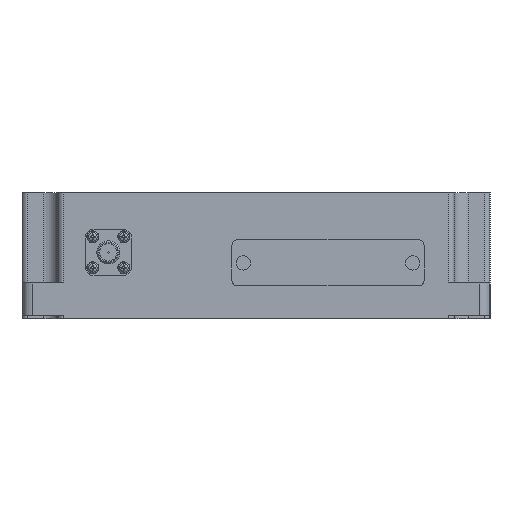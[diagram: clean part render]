
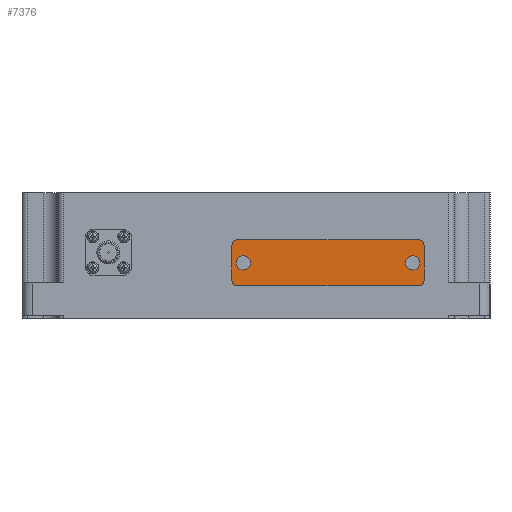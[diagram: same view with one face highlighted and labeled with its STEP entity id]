
A CAD part, left-side view. The second image highlights one B-rep face of the part: STEP entity #7376.
In plain terms, the highlighted planar face has unit normal (-1, 0, 0).
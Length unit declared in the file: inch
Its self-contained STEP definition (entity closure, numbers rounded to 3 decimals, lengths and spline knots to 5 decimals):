
#210 = EDGE_CURVE ( 'NONE', #7698, #21589, #10284, .T. ) ;
#226 = CIRCLE ( 'NONE', #16283, 0.06102 ) ;
#846 = LINE ( 'NONE', #17679, #7883 ) ;
#1206 = DIRECTION ( 'NONE',  ( 0., 0., -1. ) ) ;
#1262 = EDGE_CURVE ( 'NONE', #21589, #7698, #5484, .T. ) ;
#1486 = EDGE_CURVE ( 'NONE', #15959, #1630, #226, .T. ) ;
#1630 = VERTEX_POINT ( 'NONE', #14396 ) ;
#2280 = AXIS2_PLACEMENT_3D ( 'NONE', #2381, #12315, #7395 ) ;
#2281 = DIRECTION ( 'NONE',  ( -1., 0., 0. ) ) ;
#2366 = CARTESIAN_POINT ( 'NONE',  ( 0.11811, -1.71339, -0.68504 ) ) ;
#2381 = CARTESIAN_POINT ( 'NONE',  ( 0.11811, 0.13858, -0.76378 ) ) ;
#2453 = EDGE_CURVE ( 'NONE', #12513, #10819, #8183, .T. ) ;
#2566 = DIRECTION ( 'NONE',  ( 0., -1., 0. ) ) ;
#2605 = CARTESIAN_POINT ( 'NONE',  ( 0.11811, 0.2626, -0.57283 ) ) ;
#2913 = CARTESIAN_POINT ( 'NONE',  ( 0.11811, 0.2626, -0.95472 ) ) ;
#3328 = EDGE_CURVE ( 'NONE', #15505, #6412, #7733, .T. ) ;
#3572 = ORIENTED_EDGE ( 'NONE', *, *, #14763, .T. ) ;
#3710 = AXIS2_PLACEMENT_3D ( 'NONE', #20008, #13516, #11635 ) ;
#3980 = CARTESIAN_POINT ( 'NONE',  ( 0.11811, -1.77638, -1.01575 ) ) ;
#4278 = LINE ( 'NONE', #4514, #9114 ) ;
#4514 = CARTESIAN_POINT ( 'NONE',  ( 0.11811, -1.77638, -0.51181 ) ) ;
#4587 = ORIENTED_EDGE ( 'NONE', *, *, #21495, .T. ) ;
#5099 = DIRECTION ( 'NONE',  ( 0., 0., 1. ) ) ;
#5484 = CIRCLE ( 'NONE', #3710, 0.07874 ) ;
#5564 = VECTOR ( 'NONE', #1206, 39.37008 ) ;
#5827 = DIRECTION ( 'NONE',  ( 0., 0., 1. ) ) ;
#5953 = CARTESIAN_POINT ( 'NONE',  ( 0.11811, 0.20157, -0.95472 ) ) ;
#5965 = CARTESIAN_POINT ( 'NONE',  ( 0.11811, 0.13858, -0.84252 ) ) ;
#5998 = AXIS2_PLACEMENT_3D ( 'NONE', #11155, #21274, #9608 ) ;
#6412 = VERTEX_POINT ( 'NONE', #2913 ) ;
#6482 = DIRECTION ( 'NONE',  ( 0., 1., 0. ) ) ;
#6851 = DIRECTION ( 'NONE',  ( 1., 0., 0. ) ) ;
#6970 = CIRCLE ( 'NONE', #12869, 0.06102 ) ;
#7059 = VERTEX_POINT ( 'NONE', #15854 ) ;
#7308 = CARTESIAN_POINT ( 'NONE',  ( 0.11811, -1.77638, -0.57283 ) ) ;
#7376 = ADVANCED_FACE ( 'NONE', ( #21016, #20918, #12435 ), #17284, .T. ) ;
#7395 = DIRECTION ( 'NONE',  ( 0., 0., 1. ) ) ;
#7698 = VERTEX_POINT ( 'NONE', #5965 ) ;
#7733 = LINE ( 'NONE', #2605, #5564 ) ;
#7848 = EDGE_LOOP ( 'NONE', ( #3572, #13662 ) ) ;
#7883 = VECTOR ( 'NONE', #11099, 39.37008 ) ;
#8045 = ORIENTED_EDGE ( 'NONE', *, *, #20045, .T. ) ;
#8183 = LINE ( 'NONE', #14879, #10390 ) ;
#8275 = CARTESIAN_POINT ( 'NONE',  ( 0.11811, 0.13858, -0.68504 ) ) ;
#8402 = ORIENTED_EDGE ( 'NONE', *, *, #1486, .T. ) ;
#9114 = VECTOR ( 'NONE', #6482, 39.37008 ) ;
#9290 = DIRECTION ( 'NONE',  ( -1., 0., 0. ) ) ;
#9297 = CARTESIAN_POINT ( 'NONE',  ( 0.11811, -1.8374, -0.95472 ) ) ;
#9312 = CARTESIAN_POINT ( 'NONE',  ( 0.11811, -1.77638, -0.57283 ) ) ;
#9608 = DIRECTION ( 'NONE',  ( 0., 0., 1. ) ) ;
#9944 = EDGE_LOOP ( 'NONE', ( #8402, #20007, #19223, #16897, #8045, #16484, #4587, #10154 ) ) ;
#10154 = ORIENTED_EDGE ( 'NONE', *, *, #16889, .T. ) ;
#10284 = CIRCLE ( 'NONE', #2280, 0.07874 ) ;
#10390 = VECTOR ( 'NONE', #2566, 39.37008 ) ;
#10819 = VERTEX_POINT ( 'NONE', #3980 ) ;
#10833 = VERTEX_POINT ( 'NONE', #2366 ) ;
#11099 = DIRECTION ( 'NONE',  ( 0., 0., 1. ) ) ;
#11155 = CARTESIAN_POINT ( 'NONE',  ( 0.11811, 0.20157, -0.57283 ) ) ;
#11163 = VERTEX_POINT ( 'NONE', #9297 ) ;
#11403 = CIRCLE ( 'NONE', #19505, 0.07874 ) ;
#11564 = EDGE_CURVE ( 'NONE', #1630, #11607, #4278, .T. ) ;
#11607 = VERTEX_POINT ( 'NONE', #13583 ) ;
#11635 = DIRECTION ( 'NONE',  ( 0., 0., 1. ) ) ;
#11776 = EDGE_CURVE ( 'NONE', #11607, #15505, #12963, .T. ) ;
#12066 = CARTESIAN_POINT ( 'NONE',  ( 0.11811, -1.8374, -0.57283 ) ) ;
#12315 = DIRECTION ( 'NONE',  ( 1., 0., 0. ) ) ;
#12435 = FACE_OUTER_BOUND ( 'NONE', #9944, .T. ) ;
#12513 = VERTEX_POINT ( 'NONE', #19848 ) ;
#12853 = EDGE_LOOP ( 'NONE', ( #19176, #18594 ) ) ;
#12869 = AXIS2_PLACEMENT_3D ( 'NONE', #5953, #15902, #15686 ) ;
#12929 = DIRECTION ( 'NONE',  ( -1., 0., 0. ) ) ;
#12963 = CIRCLE ( 'NONE', #5998, 0.06102 ) ;
#13439 = AXIS2_PLACEMENT_3D ( 'NONE', #20746, #9290, #5827 ) ;
#13516 = DIRECTION ( 'NONE',  ( 1., 0., 0. ) ) ;
#13538 = CARTESIAN_POINT ( 'NONE',  ( 0.11811, -1.71339, -0.76378 ) ) ;
#13583 = CARTESIAN_POINT ( 'NONE',  ( 0.11811, 0.20157, -0.51181 ) ) ;
#13662 = ORIENTED_EDGE ( 'NONE', *, *, #19950, .T. ) ;
#14396 = CARTESIAN_POINT ( 'NONE',  ( 0.11811, -1.77638, -0.51181 ) ) ;
#14478 = CIRCLE ( 'NONE', #13439, 0.06102 ) ;
#14763 = EDGE_CURVE ( 'NONE', #10833, #7059, #11403, .T. ) ;
#14879 = CARTESIAN_POINT ( 'NONE',  ( 0.11811, 0.20157, -1.01575 ) ) ;
#14892 = CARTESIAN_POINT ( 'NONE',  ( 0.11811, 0.2626, -0.57283 ) ) ;
#15505 = VERTEX_POINT ( 'NONE', #14892 ) ;
#15619 = DIRECTION ( 'NONE',  ( 0., 0., 1. ) ) ;
#15686 = DIRECTION ( 'NONE',  ( 0., 0., 1. ) ) ;
#15854 = CARTESIAN_POINT ( 'NONE',  ( 0.11811, -1.71339, -0.84252 ) ) ;
#15902 = DIRECTION ( 'NONE',  ( -1., 0., 0. ) ) ;
#15936 = DIRECTION ( 'NONE',  ( 1., 0., 0. ) ) ;
#15959 = VERTEX_POINT ( 'NONE', #12066 ) ;
#16283 = AXIS2_PLACEMENT_3D ( 'NONE', #9312, #12929, #19437 ) ;
#16484 = ORIENTED_EDGE ( 'NONE', *, *, #2453, .T. ) ;
#16751 = CIRCLE ( 'NONE', #17094, 0.07874 ) ;
#16889 = EDGE_CURVE ( 'NONE', #11163, #15959, #846, .T. ) ;
#16897 = ORIENTED_EDGE ( 'NONE', *, *, #3328, .T. ) ;
#17094 = AXIS2_PLACEMENT_3D ( 'NONE', #20448, #6851, #5099 ) ;
#17284 = PLANE ( 'NONE',  #18972 ) ;
#17679 = CARTESIAN_POINT ( 'NONE',  ( 0.11811, -1.8374, -0.95472 ) ) ;
#18594 = ORIENTED_EDGE ( 'NONE', *, *, #210, .T. ) ;
#18972 = AXIS2_PLACEMENT_3D ( 'NONE', #7308, #2281, #15619 ) ;
#19176 = ORIENTED_EDGE ( 'NONE', *, *, #1262, .T. ) ;
#19223 = ORIENTED_EDGE ( 'NONE', *, *, #11776, .T. ) ;
#19342 = DIRECTION ( 'NONE',  ( 0., 0., 1. ) ) ;
#19437 = DIRECTION ( 'NONE',  ( 0., 0., 1. ) ) ;
#19505 = AXIS2_PLACEMENT_3D ( 'NONE', #13538, #15936, #19342 ) ;
#19848 = CARTESIAN_POINT ( 'NONE',  ( 0.11811, 0.20157, -1.01575 ) ) ;
#19950 = EDGE_CURVE ( 'NONE', #7059, #10833, #16751, .T. ) ;
#20007 = ORIENTED_EDGE ( 'NONE', *, *, #11564, .T. ) ;
#20008 = CARTESIAN_POINT ( 'NONE',  ( 0.11811, 0.13858, -0.76378 ) ) ;
#20045 = EDGE_CURVE ( 'NONE', #6412, #12513, #6970, .T. ) ;
#20448 = CARTESIAN_POINT ( 'NONE',  ( 0.11811, -1.71339, -0.76378 ) ) ;
#20746 = CARTESIAN_POINT ( 'NONE',  ( 0.11811, -1.77638, -0.95472 ) ) ;
#20918 = FACE_BOUND ( 'NONE', #12853, .T. ) ;
#21016 = FACE_BOUND ( 'NONE', #7848, .T. ) ;
#21274 = DIRECTION ( 'NONE',  ( -1., 0., 0. ) ) ;
#21495 = EDGE_CURVE ( 'NONE', #10819, #11163, #14478, .T. ) ;
#21589 = VERTEX_POINT ( 'NONE', #8275 ) ;
